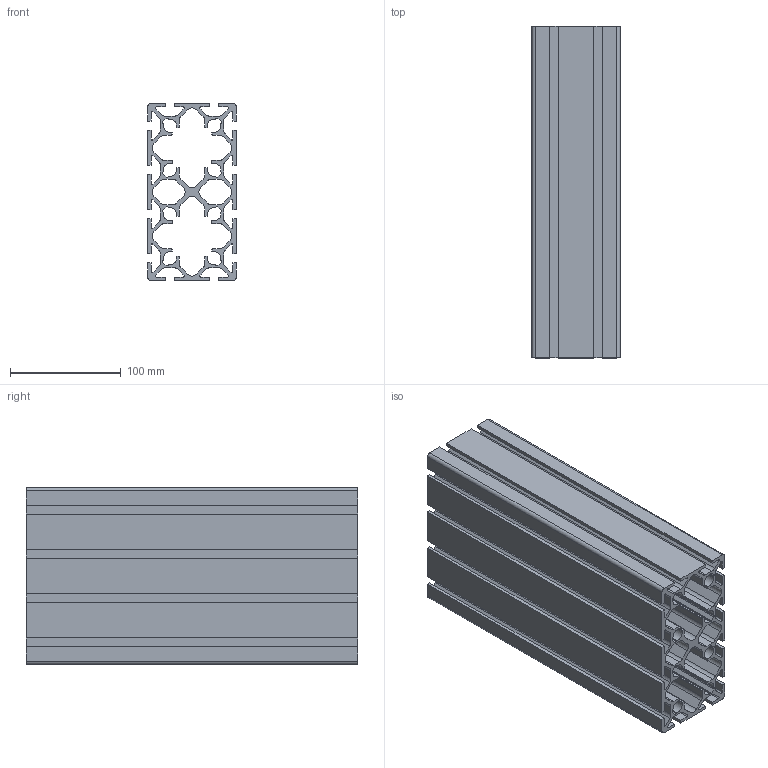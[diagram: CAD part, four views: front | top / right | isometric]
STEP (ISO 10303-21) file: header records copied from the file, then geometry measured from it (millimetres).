
FILE_DESCRIPTION (( 'STEP AP214' ), '1' );
FILE_NAME ('1727980074923.step', '2024-10-03T18:27:58', ( 'Windows User' ), ( '' ), 'SwSTEP 2.0', 'SolidWorks 2011', '' );
FILE_SCHEMA (( 'AUTOMOTIVE_DESIGN' ));
Length unit declared in the file: millimetre
Products named in the file (2): 1727980074923; 1.11.080160.124SPx300.00(1)
Assembly tree (1 placements, depth 2):
  1727980074923
    1.11.080160.124SPx300.00(1)
Bounding box: 80 x 300 x 160 mm (x, y, z)
Volume: 997113.9 mm3; surface area: 583628.9 mm2
Topology: 1 solids, 1 shells, 382 faces, 1140 edges, 760 vertices
Faces by surface type: cylinder 196, plane 186
Entity records: 13038 total; most frequent: DIRECTION 2304, CARTESIAN_POINT 2286, ORIENTED_EDGE 2280, EDGE_CURVE 1140, AXIS2_PLACEMENT_3D 778, VERTEX_POINT 760, LINE 748, VECTOR 748
